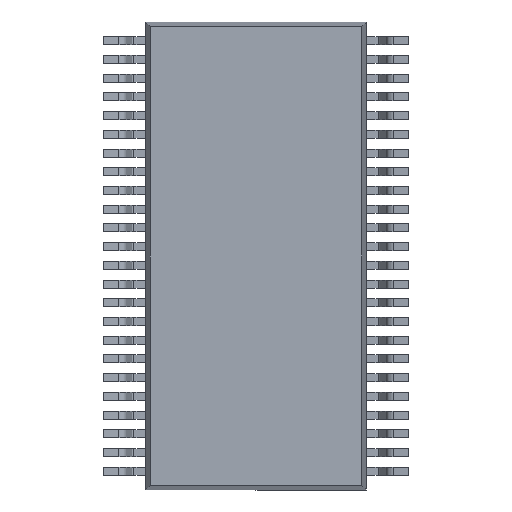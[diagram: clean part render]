
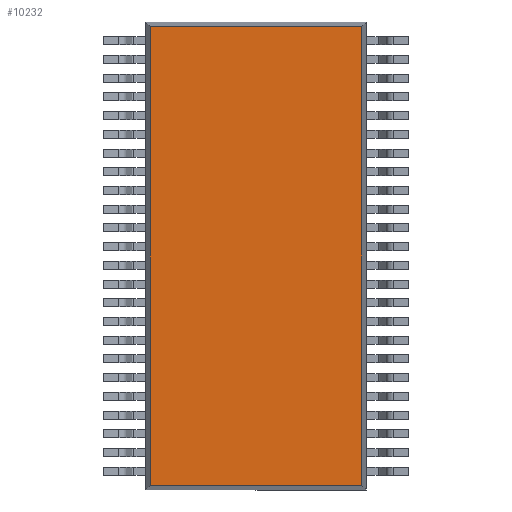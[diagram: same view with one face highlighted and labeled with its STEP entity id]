
A CAD part, front view. The second image highlights one B-rep face of the part: STEP entity #10232.
In plain terms, the highlighted planar face has unit normal (0, -1, 0).
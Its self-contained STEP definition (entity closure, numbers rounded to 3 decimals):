
#1171 = EDGE_CURVE ( 'NONE', #8868, #8434, #5017, .T. ) ;
#1413 = DIRECTION ( 'NONE',  ( -1., 0., 0. ) ) ;
#2141 = DIRECTION ( 'NONE',  ( 0., 0., -1. ) ) ;
#2423 = CARTESIAN_POINT ( 'NONE',  ( 3.58, 0.25, -7.772 ) ) ;
#2537 = VERTEX_POINT ( 'NONE', #3162 ) ;
#3102 = VECTOR ( 'NONE', #18233, 1000. ) ;
#3162 = CARTESIAN_POINT ( 'NONE',  ( -3.58, 0.25, -7.772 ) ) ;
#3357 = CARTESIAN_POINT ( 'NONE',  ( 3.745, 0.25, 7.772 ) ) ;
#3525 = CARTESIAN_POINT ( 'NONE',  ( -3.745, 0.25, -7.772 ) ) ;
#4706 = ORIENTED_EDGE ( 'NONE', *, *, #1171, .T. ) ;
#4822 = VECTOR ( 'NONE', #2141, 1000. ) ;
#5017 = LINE ( 'NONE', #11765, #6267 ) ;
#5064 = CARTESIAN_POINT ( 'NONE',  ( -3.58, 0.25, 7.938 ) ) ;
#6267 = VECTOR ( 'NONE', #11645, 1000. ) ;
#7172 = VECTOR ( 'NONE', #1413, 1000. ) ;
#7927 = EDGE_CURVE ( 'NONE', #15551, #2537, #20099, .T. ) ;
#8406 = FACE_OUTER_BOUND ( 'NONE', #14174, .T. ) ;
#8434 = VERTEX_POINT ( 'NONE', #17387 ) ;
#8637 = LINE ( 'NONE', #3525, #3102 ) ;
#8868 = VERTEX_POINT ( 'NONE', #2423 ) ;
#9820 = DIRECTION ( 'NONE',  ( 0., 0., -1. ) ) ;
#9955 = CARTESIAN_POINT ( 'NONE',  ( -3.58, 0.25, 7.772 ) ) ;
#10232 = ADVANCED_FACE ( 'NONE', ( #8406 ), #16254, .T. ) ;
#11445 = DIRECTION ( 'NONE',  ( 0., -1., 0. ) ) ;
#11645 = DIRECTION ( 'NONE',  ( 0., 0., 1. ) ) ;
#11765 = CARTESIAN_POINT ( 'NONE',  ( 3.58, 0.25, -7.937 ) ) ;
#11875 = EDGE_CURVE ( 'NONE', #8434, #15551, #15045, .T. ) ;
#14174 = EDGE_LOOP ( 'NONE', ( #20057, #4706, #17094, #19742 ) ) ;
#14630 = CARTESIAN_POINT ( 'NONE',  ( 0., 0.25, 0. ) ) ;
#15045 = LINE ( 'NONE', #3357, #7172 ) ;
#15551 = VERTEX_POINT ( 'NONE', #9955 ) ;
#16254 = PLANE ( 'NONE',  #16352 ) ;
#16352 = AXIS2_PLACEMENT_3D ( 'NONE', #14630, #11445, #9820 ) ;
#17094 = ORIENTED_EDGE ( 'NONE', *, *, #11875, .T. ) ;
#17206 = EDGE_CURVE ( 'NONE', #2537, #8868, #8637, .T. ) ;
#17387 = CARTESIAN_POINT ( 'NONE',  ( 3.58, 0.25, 7.772 ) ) ;
#18233 = DIRECTION ( 'NONE',  ( 1., 0., 0. ) ) ;
#19742 = ORIENTED_EDGE ( 'NONE', *, *, #7927, .T. ) ;
#20057 = ORIENTED_EDGE ( 'NONE', *, *, #17206, .T. ) ;
#20099 = LINE ( 'NONE', #5064, #4822 ) ;
